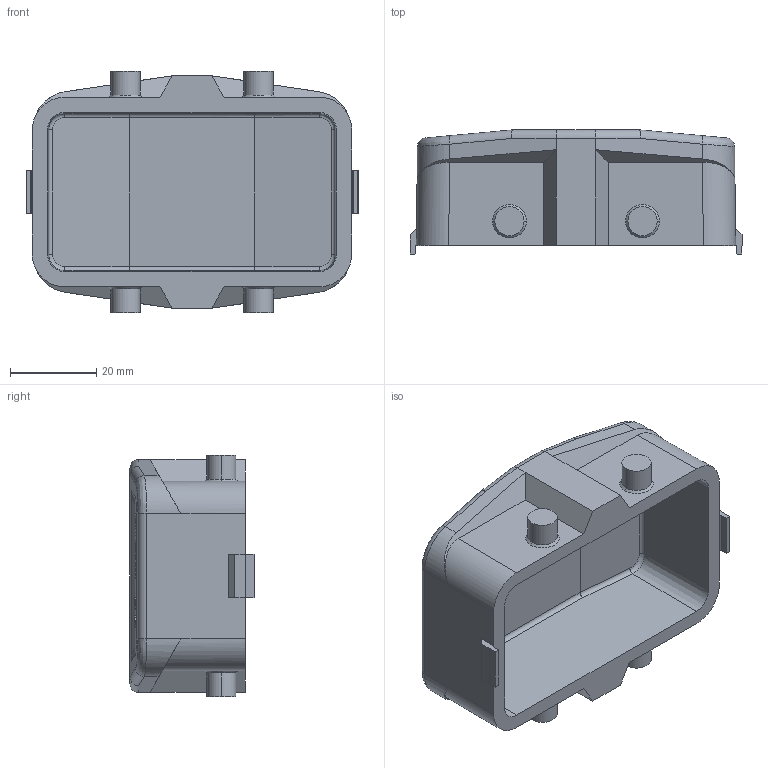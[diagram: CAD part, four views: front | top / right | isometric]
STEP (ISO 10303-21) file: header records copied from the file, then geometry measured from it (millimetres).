
FILE_DESCRIPTION((''),'2;1');
FILE_NAME('3D_1170100308002_H10B_P-CV-4B_2','2023-12-28T',('yp.zhu'),(''),'PRO/ENGINEER BY PARAMETRIC TECHNOLOGY CORPORATION, 2012480','PRO/ENGINEER BY PARAMETRIC TECHNOLOGY CORPORATION, 2012480','');
FILE_SCHEMA(('CONFIG_CONTROL_DESIGN'));
Length unit declared in the file: millimetre
Products named in the file (1): 3D_1170100308002_H10B_P-CV-4B_2
Bounding box: 77.09 x 28.8 x 56 mm (x, y, z)
Volume: 33366.8 mm3; surface area: 18202 mm2
Topology: 1 solids, 1 shells, 249 faces, 644 edges, 416 vertices
Faces by surface type: plane 157, cylinder 48, extrusion 20, cone 12, bspline 12
Entity records: 8637 total; most frequent: CARTESIAN_POINT 2722, ORIENTED_EDGE 1288, DIRECTION 1046, EDGE_CURVE 644, VECTOR 500, LINE 480, VERTEX_POINT 416, AXIS2_PLACEMENT_3D 273
